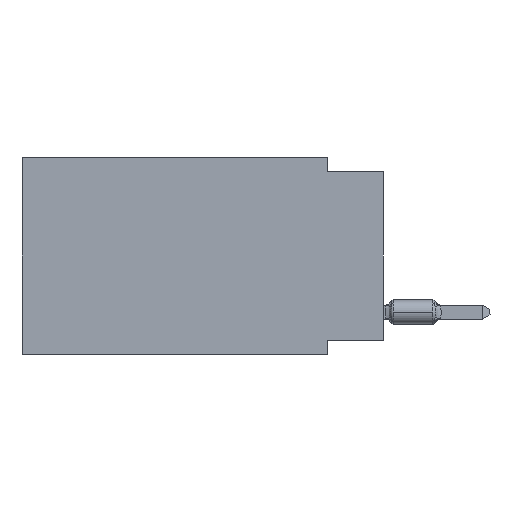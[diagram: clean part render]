
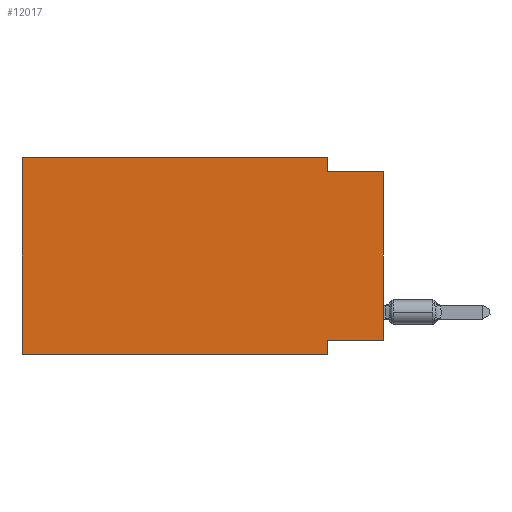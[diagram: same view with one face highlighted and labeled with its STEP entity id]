
A CAD part, left-side view. The second image highlights one B-rep face of the part: STEP entity #12017.
In plain terms, the highlighted planar face has unit normal (-1, 0, 0).
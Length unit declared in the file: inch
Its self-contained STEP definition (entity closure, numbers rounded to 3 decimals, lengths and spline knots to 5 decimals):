
#95 = CARTESIAN_POINT ( 'NONE',  ( 0., 0.645, -0.35 ) ) ;
#223 = VERTEX_POINT ( 'NONE', #15298 ) ;
#281 = ORIENTED_EDGE ( 'NONE', *, *, #6030, .F. ) ;
#352 = CARTESIAN_POINT ( 'NONE',  ( 0., 0.1, -0.35 ) ) ;
#386 = DIRECTION ( 'NONE',  ( 0., 0., 1. ) ) ;
#694 = LINE ( 'NONE', #5741, #8236 ) ;
#874 = EDGE_CURVE ( 'NONE', #15979, #2591, #9241, .T. ) ;
#1090 = LINE ( 'NONE', #6131, #12942 ) ;
#1652 = LINE ( 'NONE', #13231, #15545 ) ;
#1988 = FACE_OUTER_BOUND ( 'NONE', #14050, .T. ) ;
#2028 = EDGE_CURVE ( 'NONE', #10941, #8486, #1090, .T. ) ;
#2584 = DIRECTION ( 'NONE',  ( 0., -1., 0. ) ) ;
#2591 = VERTEX_POINT ( 'NONE', #15553 ) ;
#2744 = LINE ( 'NONE', #7614, #2899 ) ;
#2899 = VECTOR ( 'NONE', #2584, 39.37008 ) ;
#3165 = CARTESIAN_POINT ( 'NONE',  ( 0., 0.1, -0.325 ) ) ;
#3215 = ORIENTED_EDGE ( 'NONE', *, *, #16227, .F. ) ;
#3715 = VERTEX_POINT ( 'NONE', #5453 ) ;
#3897 = DIRECTION ( 'NONE',  ( 0., 0., -1. ) ) ;
#4303 = DIRECTION ( 'NONE',  ( 1., 0., 0. ) ) ;
#4636 = VECTOR ( 'NONE', #6886, 39.37008 ) ;
#4698 = EDGE_CURVE ( 'NONE', #223, #10941, #694, .T. ) ;
#5361 = ORIENTED_EDGE ( 'NONE', *, *, #15562, .F. ) ;
#5453 = CARTESIAN_POINT ( 'NONE',  ( 0., 0.1, -0.35 ) ) ;
#5552 = PLANE ( 'NONE',  #12544 ) ;
#5741 = CARTESIAN_POINT ( 'NONE',  ( 0., 0.645, 0. ) ) ;
#6030 = EDGE_CURVE ( 'NONE', #16376, #3715, #7878, .T. ) ;
#6131 = CARTESIAN_POINT ( 'NONE',  ( 0., 0.1, 0. ) ) ;
#6259 = LINE ( 'NONE', #9493, #11760 ) ;
#6886 = DIRECTION ( 'NONE',  ( 0., 0., -1. ) ) ;
#7040 = DIRECTION ( 'NONE',  ( 0., -1., 0. ) ) ;
#7224 = ORIENTED_EDGE ( 'NONE', *, *, #4698, .F. ) ;
#7614 = CARTESIAN_POINT ( 'NONE',  ( 0., 0., -0.025 ) ) ;
#7878 = LINE ( 'NONE', #352, #4636 ) ;
#8090 = ORIENTED_EDGE ( 'NONE', *, *, #12312, .F. ) ;
#8167 = DIRECTION ( 'NONE',  ( 0., 0., 1. ) ) ;
#8236 = VECTOR ( 'NONE', #10779, 39.37008 ) ;
#8422 = CARTESIAN_POINT ( 'NONE',  ( 0., 0.1, 0. ) ) ;
#8486 = VERTEX_POINT ( 'NONE', #10467 ) ;
#9241 = LINE ( 'NONE', #11712, #10061 ) ;
#9488 = ORIENTED_EDGE ( 'NONE', *, *, #13571, .T. ) ;
#9493 = CARTESIAN_POINT ( 'NONE',  ( 0., 0.645, 0. ) ) ;
#9535 = CARTESIAN_POINT ( 'NONE',  ( 0., 0., -0.325 ) ) ;
#10061 = VECTOR ( 'NONE', #386, 39.37008 ) ;
#10467 = CARTESIAN_POINT ( 'NONE',  ( 0., 0.1, -0.025 ) ) ;
#10735 = DIRECTION ( 'NONE',  ( 0., 1., 0. ) ) ;
#10779 = DIRECTION ( 'NONE',  ( 0., -1., 0. ) ) ;
#10941 = VERTEX_POINT ( 'NONE', #8422 ) ;
#11423 = LINE ( 'NONE', #95, #13239 ) ;
#11712 = CARTESIAN_POINT ( 'NONE',  ( 0., 0., 0. ) ) ;
#11760 = VECTOR ( 'NONE', #8167, 39.37008 ) ;
#12017 = ADVANCED_FACE ( 'NONE', ( #1988 ), #5552, .F. ) ;
#12312 = EDGE_CURVE ( 'NONE', #14383, #223, #6259, .T. ) ;
#12544 = AXIS2_PLACEMENT_3D ( 'NONE', #15807, #4303, #13159 ) ;
#12910 = ORIENTED_EDGE ( 'NONE', *, *, #874, .T. ) ;
#12942 = VECTOR ( 'NONE', #3897, 39.37008 ) ;
#13123 = CARTESIAN_POINT ( 'NONE',  ( 0., 0.645, -0.35 ) ) ;
#13159 = DIRECTION ( 'NONE',  ( 0., 0., -1. ) ) ;
#13231 = CARTESIAN_POINT ( 'NONE',  ( 0., 0., -0.325 ) ) ;
#13239 = VECTOR ( 'NONE', #7040, 39.37008 ) ;
#13571 = EDGE_CURVE ( 'NONE', #14383, #3715, #11423, .T. ) ;
#14050 = EDGE_LOOP ( 'NONE', ( #12910, #3215, #14169, #7224, #8090, #9488, #281, #5361 ) ) ;
#14169 = ORIENTED_EDGE ( 'NONE', *, *, #2028, .F. ) ;
#14383 = VERTEX_POINT ( 'NONE', #13123 ) ;
#15298 = CARTESIAN_POINT ( 'NONE',  ( 0., 0.645, 0. ) ) ;
#15545 = VECTOR ( 'NONE', #10735, 39.37008 ) ;
#15553 = CARTESIAN_POINT ( 'NONE',  ( 0., 0., -0.025 ) ) ;
#15562 = EDGE_CURVE ( 'NONE', #15979, #16376, #1652, .T. ) ;
#15807 = CARTESIAN_POINT ( 'NONE',  ( 0., 0.645, 0. ) ) ;
#15979 = VERTEX_POINT ( 'NONE', #9535 ) ;
#16227 = EDGE_CURVE ( 'NONE', #8486, #2591, #2744, .T. ) ;
#16376 = VERTEX_POINT ( 'NONE', #3165 ) ;
